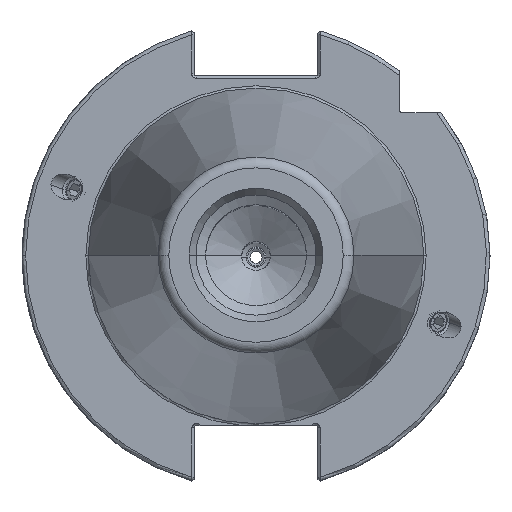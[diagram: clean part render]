
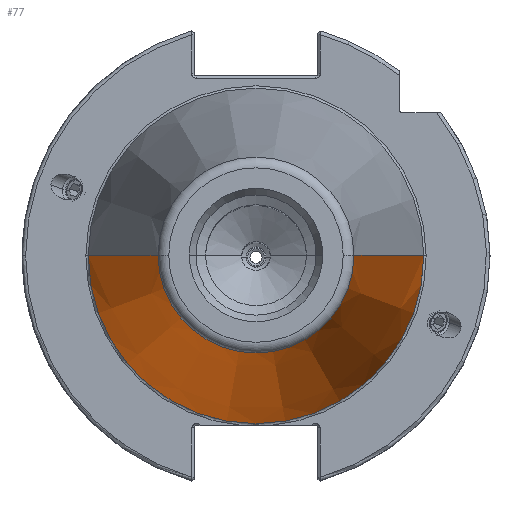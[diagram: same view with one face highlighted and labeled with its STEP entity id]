
A CAD part, top view. The second image highlights one B-rep face of the part: STEP entity #77.
In plain terms, the highlighted conical face has half-angle 8.297 degrees and reference radius 20.108 mm.
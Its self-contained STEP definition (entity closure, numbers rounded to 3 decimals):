
#77 = ADVANCED_FACE ( 'NONE', ( #2155 ), #9342, .T. ) ;
#538 = DIRECTION ( 'NONE',  ( 0., 0., -1. ) ) ;
#643 = EDGE_CURVE ( 'NONE', #11617, #9942, #7869, .T. ) ;
#734 = DIRECTION ( 'NONE',  ( 0., 0., -1. ) ) ;
#1400 = VERTEX_POINT ( 'NONE', #6390 ) ;
#1524 = DIRECTION ( 'NONE',  ( -1., 0., 0. ) ) ;
#1617 = VECTOR ( 'NONE', #11764, 1000. ) ;
#1856 = CARTESIAN_POINT ( 'NONE',  ( 0., 0., 101.6 ) ) ;
#1968 = CARTESIAN_POINT ( 'NONE',  ( 20.389, 0., 99.675 ) ) ;
#2155 = FACE_OUTER_BOUND ( 'NONE', #4257, .T. ) ;
#2205 = AXIS2_PLACEMENT_3D ( 'NONE', #1856, #538, #1524 ) ;
#2273 = AXIS2_PLACEMENT_3D ( 'NONE', #12127, #5678, #13219 ) ;
#3569 = CARTESIAN_POINT ( 'NONE',  ( -20.108, 0., 101.6 ) ) ;
#4257 = EDGE_LOOP ( 'NONE', ( #13714, #13061, #7373, #11686 ) ) ;
#4858 = CARTESIAN_POINT ( 'NONE',  ( -20.389, 0., 99.675 ) ) ;
#5078 = VERTEX_POINT ( 'NONE', #6040 ) ;
#5678 = DIRECTION ( 'NONE',  ( 0., 0., -1. ) ) ;
#6040 = CARTESIAN_POINT ( 'NONE',  ( 34.925, 0., 0. ) ) ;
#6390 = CARTESIAN_POINT ( 'NONE',  ( -34.925, 0., 0. ) ) ;
#6475 = CIRCLE ( 'NONE', #2273, 34.925 ) ;
#7373 = ORIENTED_EDGE ( 'NONE', *, *, #10202, .T. ) ;
#7805 = VECTOR ( 'NONE', #8921, 1000. ) ;
#7869 = CIRCLE ( 'NONE', #8359, 20.389 ) ;
#8359 = AXIS2_PLACEMENT_3D ( 'NONE', #8756, #734, #8496 ) ;
#8426 = EDGE_CURVE ( 'NONE', #11617, #5078, #10128, .T. ) ;
#8496 = DIRECTION ( 'NONE',  ( 1., 0., 0. ) ) ;
#8756 = CARTESIAN_POINT ( 'NONE',  ( 0., 0., 99.675 ) ) ;
#8921 = DIRECTION ( 'NONE',  ( -0.144, 0., -0.99 ) ) ;
#9342 = CONICAL_SURFACE ( 'NONE', #2205, 20.108, 0.145 ) ;
#9645 = CARTESIAN_POINT ( 'NONE',  ( 20.108, 0., 101.6 ) ) ;
#9942 = VERTEX_POINT ( 'NONE', #4858 ) ;
#10128 = LINE ( 'NONE', #9645, #1617 ) ;
#10156 = EDGE_CURVE ( 'NONE', #5078, #1400, #6475, .T. ) ;
#10202 = EDGE_CURVE ( 'NONE', #9942, #1400, #10688, .T. ) ;
#10688 = LINE ( 'NONE', #3569, #7805 ) ;
#11617 = VERTEX_POINT ( 'NONE', #1968 ) ;
#11686 = ORIENTED_EDGE ( 'NONE', *, *, #10156, .F. ) ;
#11764 = DIRECTION ( 'NONE',  ( 0.144, 0., -0.99 ) ) ;
#12127 = CARTESIAN_POINT ( 'NONE',  ( 0., 0., 0. ) ) ;
#13061 = ORIENTED_EDGE ( 'NONE', *, *, #643, .T. ) ;
#13219 = DIRECTION ( 'NONE',  ( -1., 0., 0. ) ) ;
#13714 = ORIENTED_EDGE ( 'NONE', *, *, #8426, .F. ) ;
